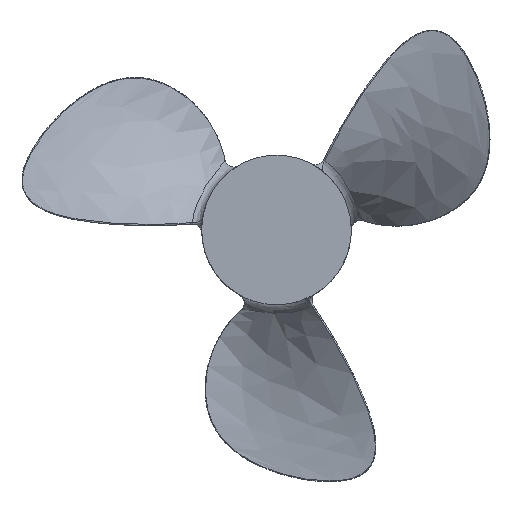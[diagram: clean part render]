
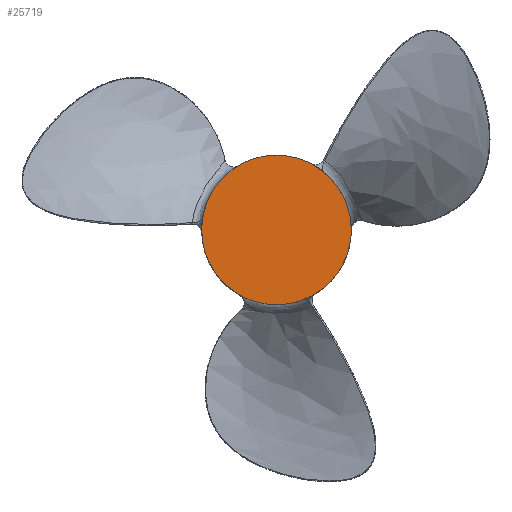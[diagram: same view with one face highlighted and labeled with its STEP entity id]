
A CAD part, top view. The second image highlights one B-rep face of the part: STEP entity #25719.
In plain terms, the highlighted free-form (B-spline) face has degree [1, 1] with [2, 2] control points.
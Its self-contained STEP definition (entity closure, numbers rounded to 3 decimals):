
#21967 = VERTEX_POINT('',#21968);
#21968 = CARTESIAN_POINT('',(0.,-44.193,110.482));
#21973 = EDGE_CURVE('',#21974,#21967,#21976,.T.);
#21974 = VERTEX_POINT('',#21975);
#21975 = CARTESIAN_POINT('',(44.193,0.,110.482));
#21976 = ( BOUNDED_CURVE() B_SPLINE_CURVE(2,(#21977,#21978,#21979,#21980
,#21981),.UNSPECIFIED.,.F.,.F.) B_SPLINE_CURVE_WITH_KNOTS((3,2,3),(0.,
2.356,4.712),.PIECEWISE_BEZIER_KNOTS.) CURVE() 
GEOMETRIC_REPRESENTATION_ITEM() RATIONAL_B_SPLINE_CURVE((1.,
0.383,1.,0.383,1.)) REPRESENTATION_ITEM('') );
#21977 = CARTESIAN_POINT('',(44.193,0.,110.482));
#21978 = CARTESIAN_POINT('',(44.193,106.69,
    110.482));
#21979 = CARTESIAN_POINT('',(-31.249,31.249,
    110.482));
#21980 = CARTESIAN_POINT('',(-106.69,-44.193,
    110.482));
#21981 = CARTESIAN_POINT('',(0.,-44.193,
    110.482));
#21983 = EDGE_CURVE('',#21967,#21974,#21984,.T.);
#21984 = ( BOUNDED_CURVE() B_SPLINE_CURVE(2,(#21985,#21986,#21987),
.UNSPECIFIED.,.F.,.F.) B_SPLINE_CURVE_WITH_KNOTS((3,3),(4.712,
6.283),.PIECEWISE_BEZIER_KNOTS.) CURVE() 
GEOMETRIC_REPRESENTATION_ITEM() RATIONAL_B_SPLINE_CURVE((1.,
0.707,1.)) REPRESENTATION_ITEM('') );
#21985 = CARTESIAN_POINT('',(0.,-44.193,
    110.482));
#21986 = CARTESIAN_POINT('',(44.193,-44.193,
    110.482));
#21987 = CARTESIAN_POINT('',(44.193,0.,
    110.482));
#25719 = ADVANCED_FACE('',(#25720),#25724,.T.);
#25720 = FACE_BOUND('',#25721,.T.);
#25721 = EDGE_LOOP('',(#25722,#25723));
#25722 = ORIENTED_EDGE('',*,*,#21973,.T.);
#25723 = ORIENTED_EDGE('',*,*,#21983,.T.);
#25724 = B_SPLINE_SURFACE_WITH_KNOTS('',1,1,(
    (#25725,#25726)
    ,(#25727,#25728
    )),.UNSPECIFIED.,.F.,.F.,.F.,(2,2),(2,2),(-40.,40.),(-40.,40.),
  .PIECEWISE_BEZIER_KNOTS.);
#25725 = CARTESIAN_POINT('',(-44.193,-44.193,
    110.482));
#25726 = CARTESIAN_POINT('',(-44.193,44.193,
    110.482));
#25727 = CARTESIAN_POINT('',(44.193,-44.193,
    110.482));
#25728 = CARTESIAN_POINT('',(44.193,44.193,
    110.482));
